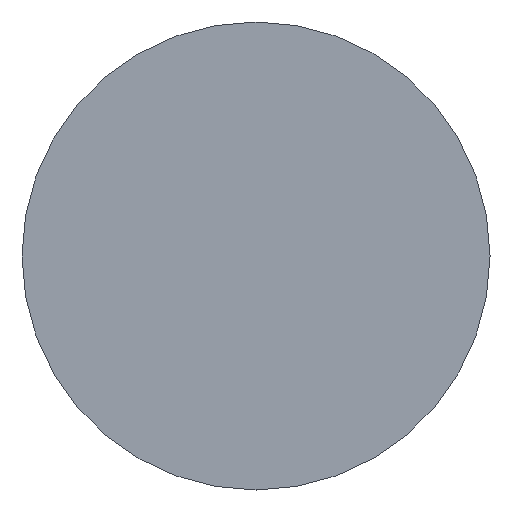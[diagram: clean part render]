
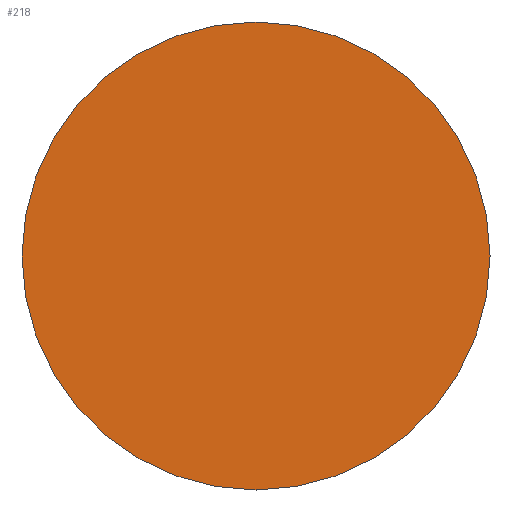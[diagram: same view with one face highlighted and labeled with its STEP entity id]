
A CAD part, front view. The second image highlights one B-rep face of the part: STEP entity #218.
In plain terms, the highlighted planar face has unit normal (0, -1, 0).
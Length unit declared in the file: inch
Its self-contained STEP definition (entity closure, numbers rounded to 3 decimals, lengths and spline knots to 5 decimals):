
#17 = AXIS2_PLACEMENT_3D ( 'NONE', #262, #83, #58 ) ;
#18 = DIRECTION ( 'NONE',  ( 0., -1., 0. ) ) ;
#28 = CARTESIAN_POINT ( 'NONE',  ( 0., 0., 0.25 ) ) ;
#56 = AXIS2_PLACEMENT_3D ( 'NONE', #106, #204, #250 ) ;
#58 = DIRECTION ( 'NONE',  ( 0., 0., -1. ) ) ;
#64 = DIRECTION ( 'NONE',  ( 0., 0., -1. ) ) ;
#83 = DIRECTION ( 'NONE',  ( 0., -1., 0. ) ) ;
#87 = CARTESIAN_POINT ( 'NONE',  ( 0., 0., -0.25 ) ) ;
#94 = CIRCLE ( 'NONE', #56, 0.25 ) ;
#96 = ORIENTED_EDGE ( 'NONE', *, *, #123, .T. ) ;
#106 = CARTESIAN_POINT ( 'NONE',  ( 0., 0., 0. ) ) ;
#123 = EDGE_CURVE ( 'NONE', #155, #199, #94, .T. ) ;
#124 = ORIENTED_EDGE ( 'NONE', *, *, #200, .T. ) ;
#137 = CARTESIAN_POINT ( 'NONE',  ( 0., 0., 0. ) ) ;
#155 = VERTEX_POINT ( 'NONE', #28 ) ;
#158 = FACE_OUTER_BOUND ( 'NONE', #239, .T. ) ;
#197 = CIRCLE ( 'NONE', #216, 0.25 ) ;
#199 = VERTEX_POINT ( 'NONE', #87 ) ;
#200 = EDGE_CURVE ( 'NONE', #199, #155, #197, .T. ) ;
#204 = DIRECTION ( 'NONE',  ( 0., -1., 0. ) ) ;
#216 = AXIS2_PLACEMENT_3D ( 'NONE', #137, #18, #64 ) ;
#218 = ADVANCED_FACE ( 'NONE', ( #158 ), #224, .T. ) ;
#224 = PLANE ( 'NONE',  #17 ) ;
#239 = EDGE_LOOP ( 'NONE', ( #124, #96 ) ) ;
#250 = DIRECTION ( 'NONE',  ( 0., 0., -1. ) ) ;
#262 = CARTESIAN_POINT ( 'NONE',  ( 0., 0., 0. ) ) ;
